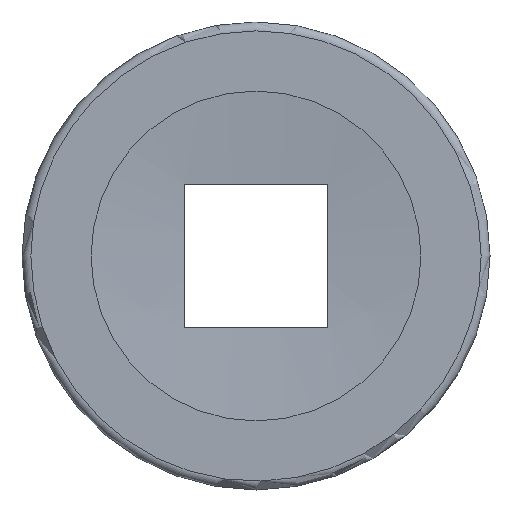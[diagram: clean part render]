
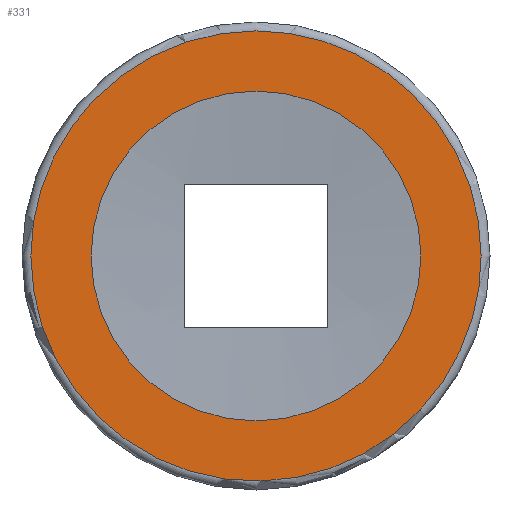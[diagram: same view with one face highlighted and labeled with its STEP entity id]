
A CAD part, front view. The second image highlights one B-rep face of the part: STEP entity #331.
In plain terms, the highlighted planar face has unit normal (0, -1, 0).
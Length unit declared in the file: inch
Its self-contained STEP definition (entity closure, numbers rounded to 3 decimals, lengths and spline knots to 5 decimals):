
#17=FACE_BOUND('',#58,.T.);
#21=PLANE('',#378);
#31=B_SPLINE_CURVE_WITH_KNOTS('',3,(#522,#523,#524,#525,#526,#527,#528,
#529,#530,#531,#532,#533,#534,#535,#536,#537,#538,#539,#540,#541,#542,#543,
#544,#545,#546),.UNSPECIFIED.,.F.,.F.,(4,3,3,3,3,3,3,3,4),(0.,0.0783,
0.125,0.19276,0.25,0.31776,0.375,0.44276,
0.5),.UNSPECIFIED.);
#32=B_SPLINE_CURVE_WITH_KNOTS('',3,(#548,#549,#550,#551,#552,#553,#554,
#555,#556,#557,#558,#559,#560,#561,#562,#563,#564,#565,#566,#567,#568,#569,
#570,#571,#572,#573,#574,#575,#576,#577,#578,#579,#580,#581,#582,#583,#584,
#585,#586,#587,#588,#589,#590,#591,#592,#593),.UNSPECIFIED.,.F.,.F.,(4,
3,3,3,3,3,3,3,3,3,3,3,3,3,3,4),(0.,0.0783,0.125,0.19276,
0.25,0.31776,0.375,0.44276,0.5,0.56776,0.625,
0.69276,0.75,0.81977,0.875,1.),.UNSPECIFIED.);
#33=B_SPLINE_CURVE_WITH_KNOTS('',3,(#594,#595,#596,#597,#598,#599,#600,
#601,#602,#603,#604,#605,#606,#607,#608,#609,#610,#611,#612,#613,#614,#615),
 .UNSPECIFIED.,.F.,.F.,(4,3,3,3,3,3,3,4),(0.5,0.56776,0.625,0.69276,
0.75,0.81977,0.875,1.),.UNSPECIFIED.);
#38=FACE_OUTER_BOUND('',#57,.T.);
#57=EDGE_LOOP('',(#250,#251,#252));
#58=EDGE_LOOP('',(#253));
#134=CIRCLE('',#379,0.14567);
#149=VERTEX_POINT('',#519);
#150=VERTEX_POINT('',#521);
#151=VERTEX_POINT('',#547);
#160=VERTEX_POINT('',#634);
#185=EDGE_CURVE('',#150,#149,#31,.T.);
#186=EDGE_CURVE('',#151,#150,#32,.T.);
#187=EDGE_CURVE('',#149,#151,#33,.T.);
#196=EDGE_CURVE('',#160,#160,#134,.T.);
#250=ORIENTED_EDGE('',*,*,#186,.T.);
#251=ORIENTED_EDGE('',*,*,#185,.T.);
#252=ORIENTED_EDGE('',*,*,#187,.T.);
#253=ORIENTED_EDGE('',*,*,#196,.T.);
#331=ADVANCED_FACE('',(#38,#17),#21,.T.);
#378=AXIS2_PLACEMENT_3D('',#633,#435,#436);
#379=AXIS2_PLACEMENT_3D('',#635,#437,#438);
#435=DIRECTION('center_axis',(0.,-1.,0.));
#436=DIRECTION('ref_axis',(0.,0.,-1.));
#437=DIRECTION('center_axis',(0.,1.,0.));
#438=DIRECTION('ref_axis',(-1.,0.,0.));
#519=CARTESIAN_POINT('',(0.,-0.50394,0.19882));
#521=CARTESIAN_POINT('',(0.19882,-0.50394,0.));
#522=CARTESIAN_POINT('Ctrl Pts',(0.19882,-0.50394,0.));
#523=CARTESIAN_POINT('Ctrl Pts',(0.19882,-0.50394,0.01635));
#524=CARTESIAN_POINT('Ctrl Pts',(0.1968,-0.50394,0.03263));
#525=CARTESIAN_POINT('Ctrl Pts',(0.19283,-0.50394,0.04842));
#526=CARTESIAN_POINT('Ctrl Pts',(0.19047,-0.50394,0.05785));
#527=CARTESIAN_POINT('Ctrl Pts',(0.18741,-0.50394,0.0671));
#528=CARTESIAN_POINT('Ctrl Pts',(0.18369,-0.50394,0.07609));
#529=CARTESIAN_POINT('Ctrl Pts',(0.17829,-0.50394,0.08913));
#530=CARTESIAN_POINT('Ctrl Pts',(0.1715,-0.50394,0.10158));
#531=CARTESIAN_POINT('Ctrl Pts',(0.16347,-0.50394,0.11317));
#532=CARTESIAN_POINT('Ctrl Pts',(0.15669,-0.50394,0.12297));
#533=CARTESIAN_POINT('Ctrl Pts',(0.14902,-0.50394,0.13215));
#534=CARTESIAN_POINT('Ctrl Pts',(0.14059,-0.50394,0.14059));
#535=CARTESIAN_POINT('Ctrl Pts',(0.13061,-0.50394,0.15057));
#536=CARTESIAN_POINT('Ctrl Pts',(0.11957,-0.50394,0.15948));
#537=CARTESIAN_POINT('Ctrl Pts',(0.10772,-0.50394,0.16711));
#538=CARTESIAN_POINT('Ctrl Pts',(0.0977,-0.50394,
0.17357));
#539=CARTESIAN_POINT('Ctrl Pts',(0.0871,-0.50394,
0.17912));
#540=CARTESIAN_POINT('Ctrl Pts',(0.07609,-0.50394,
0.18369));
#541=CARTESIAN_POINT('Ctrl Pts',(0.06304,-0.50394,
0.18909));
#542=CARTESIAN_POINT('Ctrl Pts',(0.04944,-0.50394,
0.19309));
#543=CARTESIAN_POINT('Ctrl Pts',(0.03556,-0.50394,
0.19561));
#544=CARTESIAN_POINT('Ctrl Pts',(0.02384,-0.50394,
0.19775));
#545=CARTESIAN_POINT('Ctrl Pts',(0.01193,-0.50394,
0.19882));
#546=CARTESIAN_POINT('Ctrl Pts',(0.,-0.50394,
0.19882));
#547=CARTESIAN_POINT('',(-0.19882,-0.50394,0.));
#548=CARTESIAN_POINT('Ctrl Pts',(-0.19882,-0.50394,
0.));
#549=CARTESIAN_POINT('Ctrl Pts',(-0.19882,-0.50394,
-0.01635));
#550=CARTESIAN_POINT('Ctrl Pts',(-0.1968,-0.50394,
-0.03263));
#551=CARTESIAN_POINT('Ctrl Pts',(-0.19283,-0.50394,
-0.04842));
#552=CARTESIAN_POINT('Ctrl Pts',(-0.19047,-0.50394,
-0.05785));
#553=CARTESIAN_POINT('Ctrl Pts',(-0.18741,-0.50394,-0.0671));
#554=CARTESIAN_POINT('Ctrl Pts',(-0.18369,-0.50394,
-0.07609));
#555=CARTESIAN_POINT('Ctrl Pts',(-0.17829,-0.50394,-0.08913));
#556=CARTESIAN_POINT('Ctrl Pts',(-0.1715,-0.50394,
-0.10158));
#557=CARTESIAN_POINT('Ctrl Pts',(-0.16347,-0.50394,
-0.11317));
#558=CARTESIAN_POINT('Ctrl Pts',(-0.15669,-0.50394,-0.12297));
#559=CARTESIAN_POINT('Ctrl Pts',(-0.14902,-0.50394,-0.13215));
#560=CARTESIAN_POINT('Ctrl Pts',(-0.14059,-0.50394,
-0.14059));
#561=CARTESIAN_POINT('Ctrl Pts',(-0.13061,-0.50394,
-0.15057));
#562=CARTESIAN_POINT('Ctrl Pts',(-0.11957,-0.50394,
-0.15948));
#563=CARTESIAN_POINT('Ctrl Pts',(-0.10772,-0.50394,
-0.16711));
#564=CARTESIAN_POINT('Ctrl Pts',(-0.0977,-0.50394,
-0.17357));
#565=CARTESIAN_POINT('Ctrl Pts',(-0.0871,-0.50394,
-0.17912));
#566=CARTESIAN_POINT('Ctrl Pts',(-0.07609,-0.50394,
-0.18369));
#567=CARTESIAN_POINT('Ctrl Pts',(-0.06304,-0.50394,
-0.18909));
#568=CARTESIAN_POINT('Ctrl Pts',(-0.04944,-0.50394,
-0.19309));
#569=CARTESIAN_POINT('Ctrl Pts',(-0.03556,-0.50394,
-0.19561));
#570=CARTESIAN_POINT('Ctrl Pts',(-0.02384,-0.50394,
-0.19775));
#571=CARTESIAN_POINT('Ctrl Pts',(-0.01193,-0.50394,
-0.19882));
#572=CARTESIAN_POINT('Ctrl Pts',(0.,-0.50394,
-0.19882));
#573=CARTESIAN_POINT('Ctrl Pts',(0.01412,-0.50394,
-0.19882));
#574=CARTESIAN_POINT('Ctrl Pts',(0.02822,-0.50394,
-0.19731));
#575=CARTESIAN_POINT('Ctrl Pts',(0.042,-0.50394,
-0.19433));
#576=CARTESIAN_POINT('Ctrl Pts',(0.05365,-0.50394,
-0.19182));
#577=CARTESIAN_POINT('Ctrl Pts',(0.06507,-0.50394,
-0.18825));
#578=CARTESIAN_POINT('Ctrl Pts',(0.07609,-0.50394,
-0.18369));
#579=CARTESIAN_POINT('Ctrl Pts',(0.08913,-0.50394,
-0.17829));
#580=CARTESIAN_POINT('Ctrl Pts',(0.10158,-0.50394,-0.1715));
#581=CARTESIAN_POINT('Ctrl Pts',(0.11317,-0.50394,-0.16347));
#582=CARTESIAN_POINT('Ctrl Pts',(0.12297,-0.50394,-0.15669));
#583=CARTESIAN_POINT('Ctrl Pts',(0.13215,-0.50394,-0.14902));
#584=CARTESIAN_POINT('Ctrl Pts',(0.14059,-0.50394,-0.14059));
#585=CARTESIAN_POINT('Ctrl Pts',(0.15087,-0.50394,-0.13031));
#586=CARTESIAN_POINT('Ctrl Pts',(0.16,-0.50394,-0.11891));
#587=CARTESIAN_POINT('Ctrl Pts',(0.16779,-0.50394,-0.10666));
#588=CARTESIAN_POINT('Ctrl Pts',(0.17396,-0.50394,-0.09696));
#589=CARTESIAN_POINT('Ctrl Pts',(0.17928,-0.50394,-0.08672));
#590=CARTESIAN_POINT('Ctrl Pts',(0.18369,-0.50394,-0.07609));
#591=CARTESIAN_POINT('Ctrl Pts',(0.19366,-0.50394,-0.05201));
#592=CARTESIAN_POINT('Ctrl Pts',(0.19882,-0.50394,-0.02616));
#593=CARTESIAN_POINT('Ctrl Pts',(0.19882,-0.50394,0.));
#594=CARTESIAN_POINT('Ctrl Pts',(0.,-0.50394,
0.19882));
#595=CARTESIAN_POINT('Ctrl Pts',(-0.01412,-0.50394,
0.19882));
#596=CARTESIAN_POINT('Ctrl Pts',(-0.02822,-0.50394,
0.19731));
#597=CARTESIAN_POINT('Ctrl Pts',(-0.042,-0.50394,
0.19433));
#598=CARTESIAN_POINT('Ctrl Pts',(-0.05365,-0.50394,
0.19182));
#599=CARTESIAN_POINT('Ctrl Pts',(-0.06507,-0.50394,
0.18825));
#600=CARTESIAN_POINT('Ctrl Pts',(-0.07609,-0.50394,
0.18369));
#601=CARTESIAN_POINT('Ctrl Pts',(-0.08913,-0.50394,
0.17829));
#602=CARTESIAN_POINT('Ctrl Pts',(-0.10158,-0.50394,
0.1715));
#603=CARTESIAN_POINT('Ctrl Pts',(-0.11317,-0.50394,
0.16347));
#604=CARTESIAN_POINT('Ctrl Pts',(-0.12297,-0.50394,
0.15669));
#605=CARTESIAN_POINT('Ctrl Pts',(-0.13215,-0.50394,
0.14902));
#606=CARTESIAN_POINT('Ctrl Pts',(-0.14059,-0.50394,
0.14059));
#607=CARTESIAN_POINT('Ctrl Pts',(-0.15087,-0.50394,
0.13031));
#608=CARTESIAN_POINT('Ctrl Pts',(-0.16,-0.50394,
0.11891));
#609=CARTESIAN_POINT('Ctrl Pts',(-0.16779,-0.50394,0.10666));
#610=CARTESIAN_POINT('Ctrl Pts',(-0.17396,-0.50394,
0.09696));
#611=CARTESIAN_POINT('Ctrl Pts',(-0.17928,-0.50394,
0.08672));
#612=CARTESIAN_POINT('Ctrl Pts',(-0.18369,-0.50394,
0.07609));
#613=CARTESIAN_POINT('Ctrl Pts',(-0.19366,-0.50394,
0.05201));
#614=CARTESIAN_POINT('Ctrl Pts',(-0.19882,-0.50394,
0.02616));
#615=CARTESIAN_POINT('Ctrl Pts',(-0.19882,-0.50394,
0.));
#633=CARTESIAN_POINT('Origin',(0.2068,-0.50394,0.20677));
#634=CARTESIAN_POINT('',(0.14567,-0.50394,0.));
#635=CARTESIAN_POINT('Origin',(0.,-0.50394,
0.));
